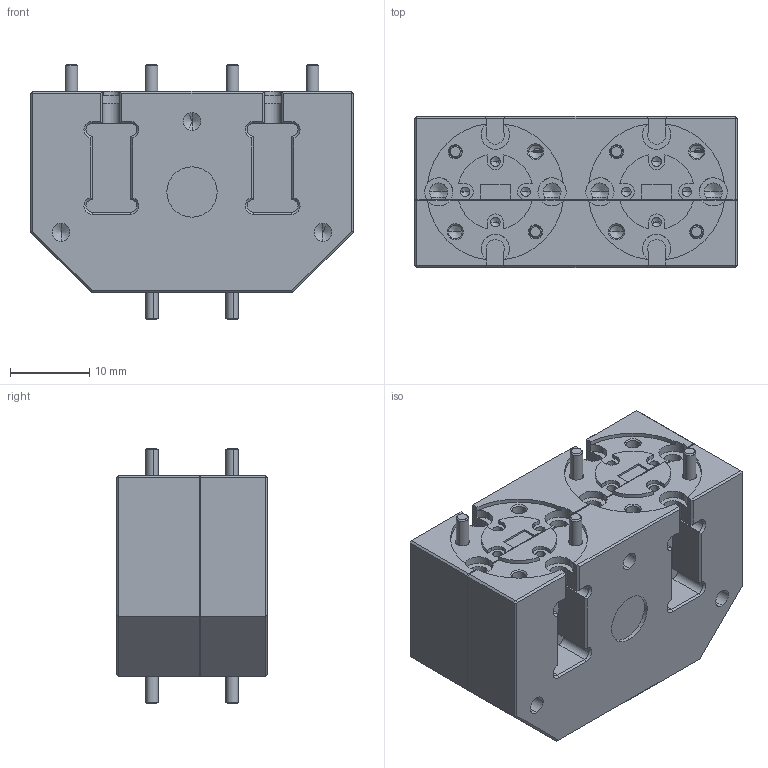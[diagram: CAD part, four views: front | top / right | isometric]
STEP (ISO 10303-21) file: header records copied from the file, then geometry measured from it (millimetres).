
FILE_DESCRIPTION (( 'STEP AP214' ), '1' );
FILE_NAME ('WP-V2I-A-3.STEP', '2023-05-19T17:38:09', ( '' ), ( '' ), 'SwSTEP 2.0', 'SolidWorks 2021', '' );
FILE_SCHEMA (( 'AUTOMOTIVE_DESIGN' ));
Length unit declared in the file: inch
Products named in the file (1): WP-V2I-A-3
Bounding box: 40.64 x 19.05 x 32.13 mm (x, y, z)
Volume: 16159.1 mm3; surface area: 11096.8 mm2
Topology: 19 solids, 19 shells, 907 faces, 2186 edges, 1304 vertices
Faces by surface type: plane 356, cylinder 289, cone 256, bspline 6
Entity records: 38142 total; most frequent: CARTESIAN_POINT 5436, DIRECTION 4567, ORIENTED_EDGE 4244, EDGE_CURVE 2122, AXIS2_PLACEMENT_3D 1676, VERTEX_POINT 1304, LINE 1215, VECTOR 1215
